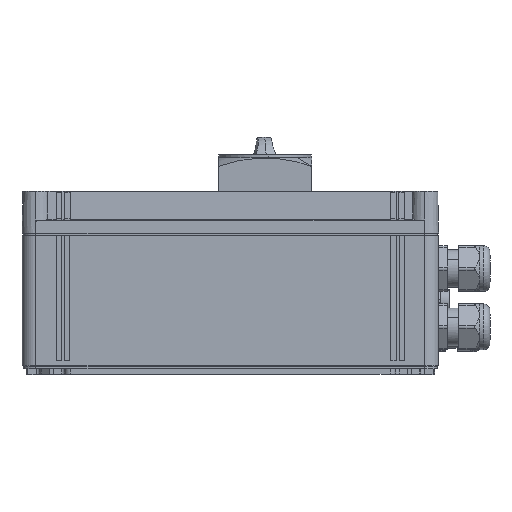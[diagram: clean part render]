
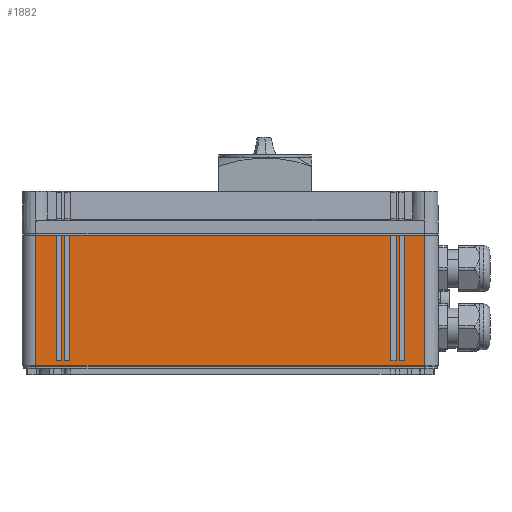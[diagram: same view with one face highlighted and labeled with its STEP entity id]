
A CAD part, left-side view. The second image highlights one B-rep face of the part: STEP entity #1882.
In plain terms, the highlighted planar face has unit normal (-1, 0, 0).
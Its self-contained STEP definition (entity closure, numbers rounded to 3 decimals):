
#1727=AXIS2_PLACEMENT_3D('Plane Axis2P3D',#1724,#1725,#1726) ;
#1341=CARTESIAN_POINT('Vertex',(0.,47.,100.067)) ;
#1344=CARTESIAN_POINT('Line Origine',(0.,47.,100.067)) ;
#1348=CARTESIAN_POINT('Vertex',(0.,47.,6.433)) ;
#1724=CARTESIAN_POINT('Axis2P3D Location',(0.,47.,100.067)) ;
#1729=CARTESIAN_POINT('Line Origine',(0.,304.5,10.)) ;
#1733=CARTESIAN_POINT('Vertex',(0.,302.5,10.)) ;
#1735=CARTESIAN_POINT('Vertex',(0.,306.5,10.)) ;
#1738=CARTESIAN_POINT('Line Origine',(0.,306.5,55.033)) ;
#1742=CARTESIAN_POINT('Vertex',(0.,306.5,100.067)) ;
#1745=CARTESIAN_POINT('Line Origine',(0.,307.5,100.067)) ;
#1749=CARTESIAN_POINT('Vertex',(0.,308.5,100.067)) ;
#1752=CARTESIAN_POINT('Line Origine',(0.,308.5,55.033)) ;
#1756=CARTESIAN_POINT('Vertex',(0.,308.5,10.)) ;
#1759=CARTESIAN_POINT('Line Origine',(0.,310.5,10.)) ;
#1763=CARTESIAN_POINT('Vertex',(0.,312.5,10.)) ;
#1766=CARTESIAN_POINT('Line Origine',(0.,312.5,55.033)) ;
#1770=CARTESIAN_POINT('Vertex',(0.,312.5,100.067)) ;
#1773=CARTESIAN_POINT('Line Origine',(0.,319.75,100.067)) ;
#1777=CARTESIAN_POINT('Vertex',(0.,327.,100.067)) ;
#1780=CARTESIAN_POINT('Line Origine',(0.,327.,53.25)) ;
#1784=CARTESIAN_POINT('Vertex',(0.,327.,6.433)) ;
#1787=CARTESIAN_POINT('Line Origine',(0.,187.,6.433)) ;
#1792=CARTESIAN_POINT('Line Origine',(0.,54.25,100.067)) ;
#1796=CARTESIAN_POINT('Vertex',(0.,61.5,100.067)) ;
#1799=CARTESIAN_POINT('Line Origine',(0.,61.5,55.033)) ;
#1803=CARTESIAN_POINT('Vertex',(0.,61.5,10.)) ;
#1806=CARTESIAN_POINT('Line Origine',(0.,63.5,10.)) ;
#1810=CARTESIAN_POINT('Vertex',(0.,65.5,10.)) ;
#1813=CARTESIAN_POINT('Line Origine',(0.,65.5,55.033)) ;
#1817=CARTESIAN_POINT('Vertex',(0.,65.5,100.067)) ;
#1820=CARTESIAN_POINT('Line Origine',(0.,66.5,100.067)) ;
#1824=CARTESIAN_POINT('Vertex',(0.,67.5,100.067)) ;
#1827=CARTESIAN_POINT('Line Origine',(0.,67.5,55.033)) ;
#1831=CARTESIAN_POINT('Vertex',(0.,67.5,10.)) ;
#1834=CARTESIAN_POINT('Line Origine',(0.,69.5,10.)) ;
#1838=CARTESIAN_POINT('Vertex',(0.,71.5,10.)) ;
#1841=CARTESIAN_POINT('Line Origine',(0.,71.5,55.033)) ;
#1845=CARTESIAN_POINT('Vertex',(0.,71.5,100.067)) ;
#1848=CARTESIAN_POINT('Line Origine',(0.,187.,100.067)) ;
#1852=CARTESIAN_POINT('Vertex',(0.,302.5,100.067)) ;
#1855=CARTESIAN_POINT('Line Origine',(0.,302.5,55.033)) ;
#1345=DIRECTION('Vector Direction',(0.,0.,-1.)) ;
#1725=DIRECTION('Axis2P3D Direction',(-1.,0.,0.)) ;
#1726=DIRECTION('Axis2P3D XDirection',(0.,1.,0.)) ;
#1730=DIRECTION('Vector Direction',(0.,1.,0.)) ;
#1739=DIRECTION('Vector Direction',(0.,0.,1.)) ;
#1746=DIRECTION('Vector Direction',(0.,1.,0.)) ;
#1753=DIRECTION('Vector Direction',(0.,0.,-1.)) ;
#1760=DIRECTION('Vector Direction',(0.,1.,0.)) ;
#1767=DIRECTION('Vector Direction',(0.,0.,1.)) ;
#1774=DIRECTION('Vector Direction',(0.,1.,0.)) ;
#1781=DIRECTION('Vector Direction',(0.,0.,-1.)) ;
#1788=DIRECTION('Vector Direction',(0.,1.,0.)) ;
#1793=DIRECTION('Vector Direction',(0.,1.,0.)) ;
#1800=DIRECTION('Vector Direction',(0.,0.,-1.)) ;
#1807=DIRECTION('Vector Direction',(0.,1.,0.)) ;
#1814=DIRECTION('Vector Direction',(0.,0.,1.)) ;
#1821=DIRECTION('Vector Direction',(0.,1.,0.)) ;
#1828=DIRECTION('Vector Direction',(0.,0.,-1.)) ;
#1835=DIRECTION('Vector Direction',(0.,1.,0.)) ;
#1842=DIRECTION('Vector Direction',(0.,0.,1.)) ;
#1849=DIRECTION('Vector Direction',(0.,1.,0.)) ;
#1856=DIRECTION('Vector Direction',(0.,0.,-1.)) ;
#1346=VECTOR('Line Direction',#1345,1.) ;
#1731=VECTOR('Line Direction',#1730,1.) ;
#1740=VECTOR('Line Direction',#1739,1.) ;
#1747=VECTOR('Line Direction',#1746,1.) ;
#1754=VECTOR('Line Direction',#1753,1.) ;
#1761=VECTOR('Line Direction',#1760,1.) ;
#1768=VECTOR('Line Direction',#1767,1.) ;
#1775=VECTOR('Line Direction',#1774,1.) ;
#1782=VECTOR('Line Direction',#1781,1.) ;
#1789=VECTOR('Line Direction',#1788,1.) ;
#1794=VECTOR('Line Direction',#1793,1.) ;
#1801=VECTOR('Line Direction',#1800,1.) ;
#1808=VECTOR('Line Direction',#1807,1.) ;
#1815=VECTOR('Line Direction',#1814,1.) ;
#1822=VECTOR('Line Direction',#1821,1.) ;
#1829=VECTOR('Line Direction',#1828,1.) ;
#1836=VECTOR('Line Direction',#1835,1.) ;
#1843=VECTOR('Line Direction',#1842,1.) ;
#1850=VECTOR('Line Direction',#1849,1.) ;
#1857=VECTOR('Line Direction',#1856,1.) ;
#1861=ORIENTED_EDGE('',*,*,#1737,.T.) ;
#1862=ORIENTED_EDGE('',*,*,#1744,.T.) ;
#1863=ORIENTED_EDGE('',*,*,#1751,.T.) ;
#1864=ORIENTED_EDGE('',*,*,#1758,.T.) ;
#1865=ORIENTED_EDGE('',*,*,#1765,.T.) ;
#1866=ORIENTED_EDGE('',*,*,#1772,.T.) ;
#1867=ORIENTED_EDGE('',*,*,#1779,.T.) ;
#1868=ORIENTED_EDGE('',*,*,#1786,.T.) ;
#1869=ORIENTED_EDGE('',*,*,#1791,.F.) ;
#1870=ORIENTED_EDGE('',*,*,#1350,.F.) ;
#1871=ORIENTED_EDGE('',*,*,#1798,.T.) ;
#1872=ORIENTED_EDGE('',*,*,#1805,.T.) ;
#1873=ORIENTED_EDGE('',*,*,#1812,.T.) ;
#1874=ORIENTED_EDGE('',*,*,#1819,.T.) ;
#1875=ORIENTED_EDGE('',*,*,#1826,.T.) ;
#1876=ORIENTED_EDGE('',*,*,#1833,.T.) ;
#1877=ORIENTED_EDGE('',*,*,#1840,.T.) ;
#1878=ORIENTED_EDGE('',*,*,#1847,.T.) ;
#1879=ORIENTED_EDGE('',*,*,#1854,.T.) ;
#1880=ORIENTED_EDGE('',*,*,#1859,.T.) ;
#1882=ADVANCED_FACE('Hauptk\X2\00F6\X0\rper',(#1881),#1728,.T.) ;
#1350=EDGE_CURVE('',#1342,#1349,#1347,.T.) ;
#1737=EDGE_CURVE('',#1734,#1736,#1732,.T.) ;
#1744=EDGE_CURVE('',#1736,#1743,#1741,.T.) ;
#1751=EDGE_CURVE('',#1743,#1750,#1748,.T.) ;
#1758=EDGE_CURVE('',#1750,#1757,#1755,.T.) ;
#1765=EDGE_CURVE('',#1757,#1764,#1762,.T.) ;
#1772=EDGE_CURVE('',#1764,#1771,#1769,.T.) ;
#1779=EDGE_CURVE('',#1771,#1778,#1776,.T.) ;
#1786=EDGE_CURVE('',#1778,#1785,#1783,.T.) ;
#1791=EDGE_CURVE('',#1349,#1785,#1790,.T.) ;
#1798=EDGE_CURVE('',#1342,#1797,#1795,.T.) ;
#1805=EDGE_CURVE('',#1797,#1804,#1802,.T.) ;
#1812=EDGE_CURVE('',#1804,#1811,#1809,.T.) ;
#1819=EDGE_CURVE('',#1811,#1818,#1816,.T.) ;
#1826=EDGE_CURVE('',#1818,#1825,#1823,.T.) ;
#1833=EDGE_CURVE('',#1825,#1832,#1830,.T.) ;
#1840=EDGE_CURVE('',#1832,#1839,#1837,.T.) ;
#1847=EDGE_CURVE('',#1839,#1846,#1844,.T.) ;
#1854=EDGE_CURVE('',#1846,#1853,#1851,.T.) ;
#1859=EDGE_CURVE('',#1853,#1734,#1858,.T.) ;
#1860=EDGE_LOOP('',(#1861,#1862,#1863,#1864,#1865,#1866,#1867,#1868,#1869,#1870,#1871,#1872,#1873,#1874,#1875,#1876,#1877,#1878,#1879,#1880)) ;
#1881=FACE_OUTER_BOUND('',#1860,.T.) ;
#1347=LINE('Line',#1344,#1346) ;
#1732=LINE('Line',#1729,#1731) ;
#1741=LINE('Line',#1738,#1740) ;
#1748=LINE('Line',#1745,#1747) ;
#1755=LINE('Line',#1752,#1754) ;
#1762=LINE('Line',#1759,#1761) ;
#1769=LINE('Line',#1766,#1768) ;
#1776=LINE('Line',#1773,#1775) ;
#1783=LINE('Line',#1780,#1782) ;
#1790=LINE('Line',#1787,#1789) ;
#1795=LINE('Line',#1792,#1794) ;
#1802=LINE('Line',#1799,#1801) ;
#1809=LINE('Line',#1806,#1808) ;
#1816=LINE('Line',#1813,#1815) ;
#1823=LINE('Line',#1820,#1822) ;
#1830=LINE('Line',#1827,#1829) ;
#1837=LINE('Line',#1834,#1836) ;
#1844=LINE('Line',#1841,#1843) ;
#1851=LINE('Line',#1848,#1850) ;
#1858=LINE('Line',#1855,#1857) ;
#1728=PLANE('',#1727) ;
#1342=VERTEX_POINT('',#1341) ;
#1349=VERTEX_POINT('',#1348) ;
#1734=VERTEX_POINT('',#1733) ;
#1736=VERTEX_POINT('',#1735) ;
#1743=VERTEX_POINT('',#1742) ;
#1750=VERTEX_POINT('',#1749) ;
#1757=VERTEX_POINT('',#1756) ;
#1764=VERTEX_POINT('',#1763) ;
#1771=VERTEX_POINT('',#1770) ;
#1778=VERTEX_POINT('',#1777) ;
#1785=VERTEX_POINT('',#1784) ;
#1797=VERTEX_POINT('',#1796) ;
#1804=VERTEX_POINT('',#1803) ;
#1811=VERTEX_POINT('',#1810) ;
#1818=VERTEX_POINT('',#1817) ;
#1825=VERTEX_POINT('',#1824) ;
#1832=VERTEX_POINT('',#1831) ;
#1839=VERTEX_POINT('',#1838) ;
#1846=VERTEX_POINT('',#1845) ;
#1853=VERTEX_POINT('',#1852) ;
